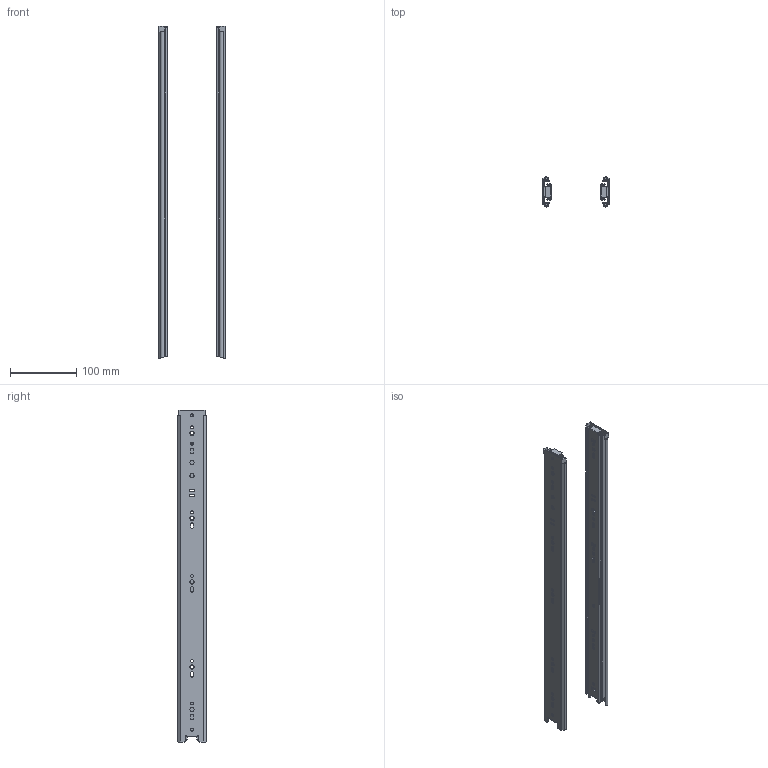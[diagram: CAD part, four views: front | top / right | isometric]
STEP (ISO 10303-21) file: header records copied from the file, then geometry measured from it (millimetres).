
FILE_DESCRIPTION( ( 'STEP AP214' ), '1' );
FILE_NAME( 'K1569.05001000.stp', '2020-12-15T11:25:33', ( 'License CC BY-ND 4.0' ), ( 'CADENAS' ), ' ', 'PARTsolutions', ' ' );
FILE_SCHEMA( ( 'AUTOMOTIVE_DESIGN { 1 0 10303 214 1 1 1 1 }' ) );
Length unit declared in the file: millimetre
Products named in the file (4): K1569.05001000; _k1569_schiene500; _k1569_schiene1500; _k1569_auszug500
Assembly tree (6 placements, depth 2):
  K1569.05001000
    _k1569_schiene500  x2
    _k1569_schiene1500  x2
    _k1569_auszug500  x2
Bounding box: 100 x 44.5 x 500 mm (x, y, z)
Volume: 127848.9 mm3; surface area: 265412.9 mm2
Topology: 6 solids, 6 shells, 470 faces, 1410 edges, 946 vertices
Faces by surface type: plane 262, cylinder 206, cone 2
Full cylindrical faces by diameter (mm): 3.3 x2, 4.4 x22, 4.6 x4, 6.4 x14
Entity records: 9880 total; most frequent: CARTESIAN_POINT 1402, DIRECTION 1348, ORIENTED_EDGE 1326, EDGE_CURVE 663, LINE 454, VECTOR 454, VERTEX_POINT 453, AXIS2_PLACEMENT_3D 447
